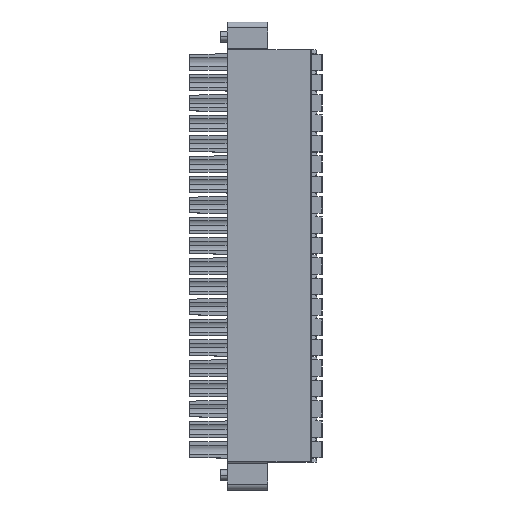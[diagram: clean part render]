
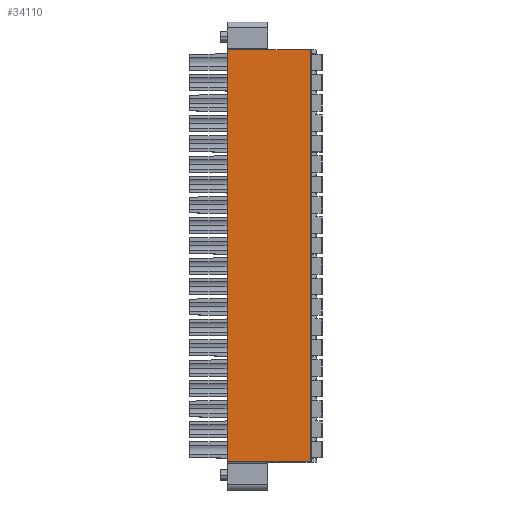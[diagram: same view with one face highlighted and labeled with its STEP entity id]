
A CAD part, top view. The second image highlights one B-rep face of the part: STEP entity #34110.
In plain terms, the highlighted planar face has unit normal (0, 0, 1).
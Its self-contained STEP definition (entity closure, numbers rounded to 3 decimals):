
#10588=DIRECTION('',(0.,1.,0.));
#10589=VECTOR('',#10588,70.7);
#10590=CARTESIAN_POINT('',(-6.625,-35.645,23.4));
#10591=LINE('',#10590,#10589);
#10592=DIRECTION('',(0.,-1.,0.));
#10593=VECTOR('',#10592,70.7);
#10594=CARTESIAN_POINT('',(7.575,35.055,23.4));
#10595=LINE('',#10594,#10593);
#10596=DIRECTION('',(-1.,0.,0.));
#10597=VECTOR('',#10596,6.95);
#10598=CARTESIAN_POINT('',(0.325,35.055,23.4));
#10599=LINE('',#10598,#10597);
#10680=DIRECTION('',(-1.,0.,0.));
#10681=VECTOR('',#10680,7.25);
#10682=CARTESIAN_POINT('',(7.575,35.055,23.4));
#10683=LINE('',#10682,#10681);
#10966=DIRECTION('',(1.,0.,0.));
#10967=VECTOR('',#10966,7.25);
#10968=CARTESIAN_POINT('',(0.325,-35.645,23.4));
#10969=LINE('',#10968,#10967);
#12383=DIRECTION('',(1.,0.,0.));
#12384=VECTOR('',#12383,6.95);
#12385=CARTESIAN_POINT('',(-6.625,-35.645,23.4));
#12386=LINE('',#12385,#12384);
#15441=CARTESIAN_POINT('',(-6.625,-35.645,23.4));
#15443=VERTEX_POINT('',#15441);
#15610=CARTESIAN_POINT('',(7.575,-35.645,23.4));
#15611=VERTEX_POINT('',#15610);
#15612=CARTESIAN_POINT('',(0.325,-35.645,23.4));
#15613=VERTEX_POINT('',#15612);
#19440=CARTESIAN_POINT('',(-6.625,35.055,23.4));
#19441=VERTEX_POINT('',#19440);
#19521=CARTESIAN_POINT('',(7.575,35.055,23.4));
#19522=VERTEX_POINT('',#19521);
#19523=CARTESIAN_POINT('',(0.325,35.055,23.4));
#19524=VERTEX_POINT('',#19523);
#34093=CARTESIAN_POINT('',(4.299,13.355,23.4));
#34094=DIRECTION('',(0.,0.,1.));
#34095=DIRECTION('',(-1.,0.,0.));
#34096=AXIS2_PLACEMENT_3D('',#34093,#34094,#34095);
#34097=PLANE('',#34096);
#34098=ORIENTED_EDGE('',*,*,#19749,.T.);
#34100=ORIENTED_EDGE('',*,*,#34099,.F.);
#34102=ORIENTED_EDGE('',*,*,#34101,.F.);
#34103=ORIENTED_EDGE('',*,*,#34083,.T.);
#34105=ORIENTED_EDGE('',*,*,#34104,.F.);
#34107=ORIENTED_EDGE('',*,*,#34106,.F.);
#34108=EDGE_LOOP('',(#34098,#34100,#34102,#34103,#34105,#34107));
#34109=FACE_OUTER_BOUND('',#34108,.F.);
#19749=EDGE_CURVE('',#15443,#19441,#10591,.T.);
#34083=EDGE_CURVE('',#19522,#15611,#10595,.T.);
#34099=EDGE_CURVE('',#19524,#19441,#10599,.T.);
#34101=EDGE_CURVE('',#19522,#19524,#10683,.T.);
#34104=EDGE_CURVE('',#15613,#15611,#10969,.T.);
#34106=EDGE_CURVE('',#15443,#15613,#12386,.T.);
#34110=ADVANCED_FACE('',(#34109),#34097,.T.);
